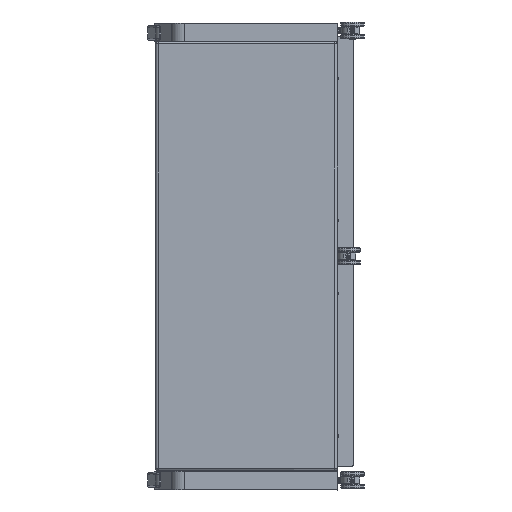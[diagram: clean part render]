
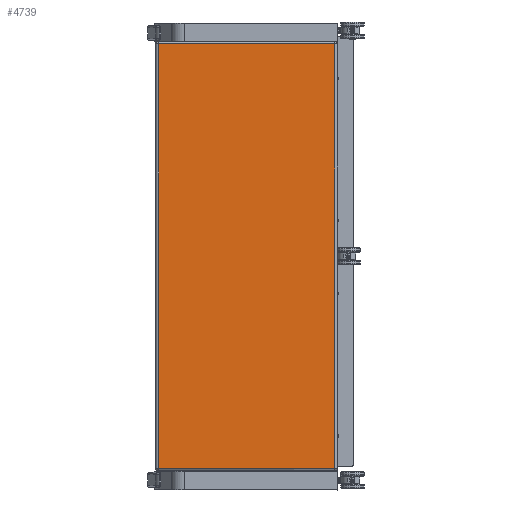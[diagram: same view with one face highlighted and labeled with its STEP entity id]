
A CAD part, left-side view. The second image highlights one B-rep face of the part: STEP entity #4739.
In plain terms, the highlighted face is planar.
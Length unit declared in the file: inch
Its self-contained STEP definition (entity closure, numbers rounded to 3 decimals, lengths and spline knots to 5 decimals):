
#475=PLANE('',#5271);
#621=FACE_OUTER_BOUND('',#935,.T.);
#935=EDGE_LOOP('',(#3464,#3465,#3466,#3467));
#1298=LINE('',#7534,#1628);
#1305=LINE('',#7584,#1635);
#1316=LINE('',#7620,#1646);
#1321=LINE('',#7633,#1651);
#1628=VECTOR('',#5949,0.3937);
#1635=VECTOR('',#5986,0.3937);
#1646=VECTOR('',#6025,26.5);
#1651=VECTOR('',#6042,0.3937);
#2216=VERTEX_POINT('',#7526);
#2218=VERTEX_POINT('',#7532);
#2228=VERTEX_POINT('',#7582);
#2239=VERTEX_POINT('',#7619);
#2670=EDGE_CURVE('',#2218,#2216,#1298,.T.);
#2688=EDGE_CURVE('',#2228,#2218,#1305,.T.);
#2705=EDGE_CURVE('',#2216,#2239,#1316,.T.);
#2712=EDGE_CURVE('',#2239,#2228,#1321,.T.);
#3464=ORIENTED_EDGE('',*,*,#2670,.F.);
#3465=ORIENTED_EDGE('',*,*,#2688,.F.);
#3466=ORIENTED_EDGE('',*,*,#2712,.F.);
#3467=ORIENTED_EDGE('',*,*,#2705,.F.);
#4739=ADVANCED_FACE('',(#621),#475,.T.);
#5271=AXIS2_PLACEMENT_3D('',#7632,#6040,#6041);
#5949=DIRECTION('',(-1.,0.,0.));
#5986=DIRECTION('',(0.,0.,-1.));
#6025=DIRECTION('',(0.,0.,1.));
#6040=DIRECTION('center_axis',(0.,-1.,0.));
#6041=DIRECTION('ref_axis',(0.,0.,-1.));
#6042=DIRECTION('',(1.,0.,0.));
#7526=CARTESIAN_POINT('',(20.0282,18.44801,3.15625));
#7532=CARTESIAN_POINT('',(42.2782,18.44801,3.15625));
#7534=CARTESIAN_POINT('',(35.46724,18.44801,3.15625));
#7582=CARTESIAN_POINT('',(42.2782,18.44801,56.75));
#7584=CARTESIAN_POINT('',(42.2782,18.44801,30.));
#7619=CARTESIAN_POINT('',(20.0282,18.44801,56.75));
#7620=CARTESIAN_POINT('',(20.0282,18.44801,30.25));
#7632=CARTESIAN_POINT('Origin',(40.7782,18.44801,30.));
#7633=CARTESIAN_POINT('',(35.3303,18.44801,56.75));
